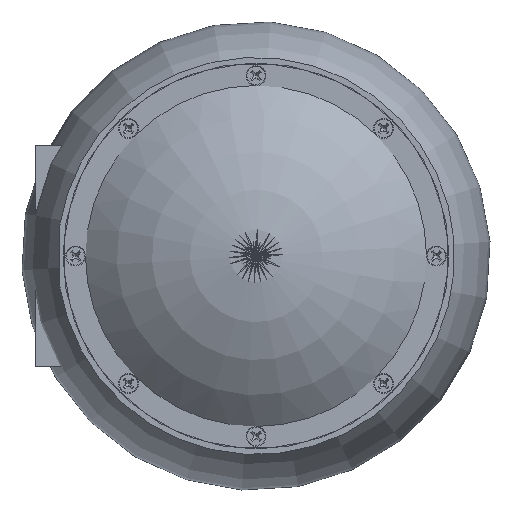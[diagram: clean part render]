
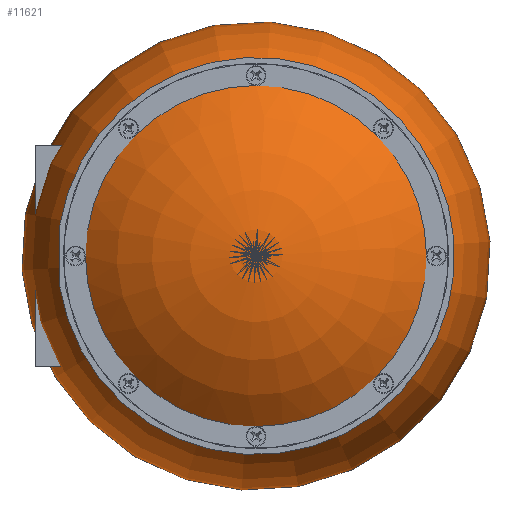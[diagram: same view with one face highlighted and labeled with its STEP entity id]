
A CAD part, left-side view. The second image highlights one B-rep face of the part: STEP entity #11621.
In plain terms, the highlighted toroidal (fillet/blend) face has major radius 0.735 mm and minor radius 53.252 mm.
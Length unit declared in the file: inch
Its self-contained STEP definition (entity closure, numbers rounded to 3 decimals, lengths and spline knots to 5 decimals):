
#25 = CIRCLE ( 'NONE', #14731, 1.5025 ) ;
#568 = CIRCLE ( 'NONE', #13594, 1.5025 ) ;
#2293 = EDGE_CURVE ( 'NONE', #31777, #8153, #4225, .T. ) ;
#2496 = AXIS2_PLACEMENT_3D ( 'NONE', #28193, #17529, #31023 ) ;
#2685 = EDGE_CURVE ( 'NONE', #32476, #27988, #568, .T. ) ;
#3349 = DIRECTION ( 'NONE',  ( 0., 0.707, -0.707 ) ) ;
#4038 = CIRCLE ( 'NONE', #24373, 1.5025 ) ;
#4198 = CIRCLE ( 'NONE', #12297, 1.5025 ) ;
#4225 = CIRCLE ( 'NONE', #24065, 1.5025 ) ;
#5487 = DIRECTION ( 'NONE',  ( -1., 0., 0. ) ) ;
#5633 = DIRECTION ( 'NONE',  ( -1., 0., 0. ) ) ;
#5977 = AXIS2_PLACEMENT_3D ( 'NONE', #19969, #29833, #9431 ) ;
#6251 = CARTESIAN_POINT ( 'NONE',  ( -4.07673, -0.65759, 0.3854 ) ) ;
#6274 = ORIENTED_EDGE ( 'NONE', *, *, #26530, .T. ) ;
#6901 = EDGE_CURVE ( 'NONE', #27988, #26421, #4038, .T. ) ;
#7140 = DIRECTION ( 'NONE',  ( -1., 0., 0. ) ) ;
#7798 = CARTESIAN_POINT ( 'NONE',  ( -4.07673, -0.65759, 1.8879 ) ) ;
#8039 = EDGE_LOOP ( 'NONE', ( #27605, #16712, #18230, #23089, #6274, #9695, #9617, #19351 ) ) ;
#8153 = VERTEX_POINT ( 'NONE', #12035 ) ;
#9431 = DIRECTION ( 'NONE',  ( 0., 0.707, -0.707 ) ) ;
#9617 = ORIENTED_EDGE ( 'NONE', *, *, #17448, .T. ) ;
#9695 = ORIENTED_EDGE ( 'NONE', *, *, #31360, .T. ) ;
#10018 = VERTEX_POINT ( 'NONE', #32497 ) ;
#10065 = CARTESIAN_POINT ( 'NONE',  ( -4.07673, 0.40484, 1.44783 ) ) ;
#10371 = AXIS2_PLACEMENT_3D ( 'NONE', #18150, #10455, #15735 ) ;
#10455 = DIRECTION ( 'NONE',  ( -1., 0., 0. ) ) ;
#11621 = ADVANCED_FACE ( 'NONE', ( #12294 ), #13927, .T. ) ;
#12035 = CARTESIAN_POINT ( 'NONE',  ( -4.07673, -1.72002, 1.44783 ) ) ;
#12294 = FACE_OUTER_BOUND ( 'NONE', #8039, .T. ) ;
#12297 = AXIS2_PLACEMENT_3D ( 'NONE', #19787, #7140, #32724 ) ;
#13297 = CARTESIAN_POINT ( 'NONE',  ( -4.07673, -0.65759, 0.3854 ) ) ;
#13594 = AXIS2_PLACEMENT_3D ( 'NONE', #13677, #14007, #19048 ) ;
#13677 = CARTESIAN_POINT ( 'NONE',  ( -4.07673, -0.65759, 0.3854 ) ) ;
#13927 = TOROIDAL_SURFACE ( 'NONE', #2496, 0.02895, 2.09651 ) ;
#14007 = DIRECTION ( 'NONE',  ( -1., 0., 0. ) ) ;
#14731 = AXIS2_PLACEMENT_3D ( 'NONE', #13297, #5487, #15820 ) ;
#14942 = CARTESIAN_POINT ( 'NONE',  ( -4.07673, -0.65759, -1.1171 ) ) ;
#15735 = DIRECTION ( 'NONE',  ( 0., 0.707, -0.707 ) ) ;
#15820 = DIRECTION ( 'NONE',  ( 0., 0.707, -0.707 ) ) ;
#16349 = CARTESIAN_POINT ( 'NONE',  ( -4.07673, -0.65759, 0.3854 ) ) ;
#16611 = DIRECTION ( 'NONE',  ( -1., 0., 0. ) ) ;
#16618 = CIRCLE ( 'NONE', #5977, 1.5025 ) ;
#16712 = ORIENTED_EDGE ( 'NONE', *, *, #6901, .T. ) ;
#17448 = EDGE_CURVE ( 'NONE', #26208, #10018, #25, .T. ) ;
#17483 = CARTESIAN_POINT ( 'NONE',  ( -4.07673, 0.40484, -0.67703 ) ) ;
#17529 = DIRECTION ( 'NONE',  ( -1., 0., 0. ) ) ;
#18150 = CARTESIAN_POINT ( 'NONE',  ( -4.07673, -0.65759, 0.3854 ) ) ;
#18230 = ORIENTED_EDGE ( 'NONE', *, *, #25309, .T. ) ;
#18347 = EDGE_CURVE ( 'NONE', #10018, #32476, #19049, .T. ) ;
#19048 = DIRECTION ( 'NONE',  ( 0., 0.707, -0.707 ) ) ;
#19049 = CIRCLE ( 'NONE', #10371, 1.5025 ) ;
#19351 = ORIENTED_EDGE ( 'NONE', *, *, #18347, .T. ) ;
#19675 = VERTEX_POINT ( 'NONE', #7798 ) ;
#19787 = CARTESIAN_POINT ( 'NONE',  ( -4.07673, -0.65759, 0.3854 ) ) ;
#19969 = CARTESIAN_POINT ( 'NONE',  ( -4.07673, -0.65759, 0.3854 ) ) ;
#21259 = AXIS2_PLACEMENT_3D ( 'NONE', #29259, #5633, #3349 ) ;
#21582 = CARTESIAN_POINT ( 'NONE',  ( -4.07673, -1.72002, -0.67703 ) ) ;
#23089 = ORIENTED_EDGE ( 'NONE', *, *, #2293, .T. ) ;
#24065 = AXIS2_PLACEMENT_3D ( 'NONE', #16349, #29417, #26894 ) ;
#24373 = AXIS2_PLACEMENT_3D ( 'NONE', #6251, #16611, #31953 ) ;
#25309 = EDGE_CURVE ( 'NONE', #26421, #31777, #29057, .T. ) ;
#26208 = VERTEX_POINT ( 'NONE', #10065 ) ;
#26421 = VERTEX_POINT ( 'NONE', #21582 ) ;
#26530 = EDGE_CURVE ( 'NONE', #8153, #19675, #4198, .T. ) ;
#26894 = DIRECTION ( 'NONE',  ( 0., 0.707, -0.707 ) ) ;
#27605 = ORIENTED_EDGE ( 'NONE', *, *, #2685, .T. ) ;
#27988 = VERTEX_POINT ( 'NONE', #14942 ) ;
#28193 = CARTESIAN_POINT ( 'NONE',  ( -2.58541, -0.65759, 0.3854 ) ) ;
#29057 = CIRCLE ( 'NONE', #21259, 1.5025 ) ;
#29259 = CARTESIAN_POINT ( 'NONE',  ( -4.07673, -0.65759, 0.3854 ) ) ;
#29417 = DIRECTION ( 'NONE',  ( -1., 0., 0. ) ) ;
#29833 = DIRECTION ( 'NONE',  ( -1., 0., 0. ) ) ;
#31023 = DIRECTION ( 'NONE',  ( 0., 0.707, -0.707 ) ) ;
#31360 = EDGE_CURVE ( 'NONE', #19675, #26208, #16618, .T. ) ;
#31777 = VERTEX_POINT ( 'NONE', #32298 ) ;
#31953 = DIRECTION ( 'NONE',  ( 0., 0.707, -0.707 ) ) ;
#32298 = CARTESIAN_POINT ( 'NONE',  ( -4.07673, -2.16009, 0.3854 ) ) ;
#32476 = VERTEX_POINT ( 'NONE', #17483 ) ;
#32497 = CARTESIAN_POINT ( 'NONE',  ( -4.07673, 0.84491, 0.3854 ) ) ;
#32724 = DIRECTION ( 'NONE',  ( 0., 0.707, -0.707 ) ) ;
